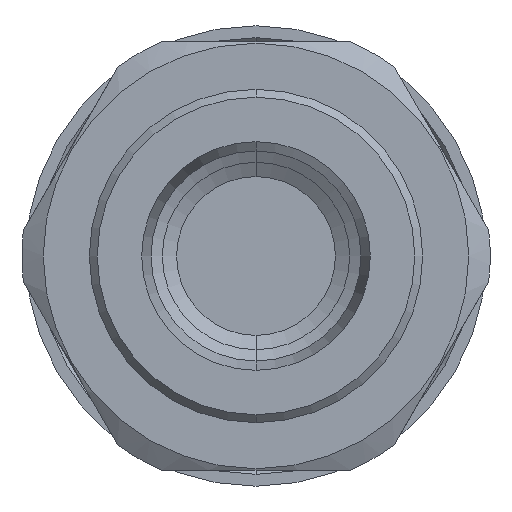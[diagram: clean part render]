
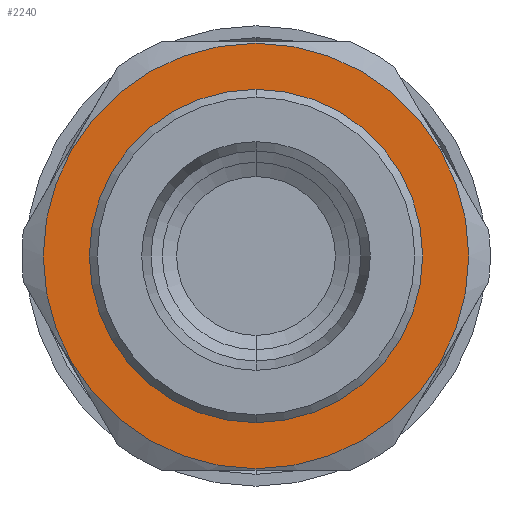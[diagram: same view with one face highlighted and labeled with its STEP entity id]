
A CAD part, front view. The second image highlights one B-rep face of the part: STEP entity #2240.
In plain terms, the highlighted planar face has unit normal (0, -1, 0).
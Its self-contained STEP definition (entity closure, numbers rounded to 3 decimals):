
#161 = CARTESIAN_POINT ( 'NONE',  ( 0., 14., 0. ) ) ;
#169 = CARTESIAN_POINT ( 'NONE',  ( 13.4, 14., 0. ) ) ;
#255 = CARTESIAN_POINT ( 'NONE',  ( 0., 14., 0. ) ) ;
#544 = DIRECTION ( 'NONE',  ( 0., 0., -1. ) ) ;
#634 = EDGE_LOOP ( 'NONE', ( #2313, #1896 ) ) ;
#641 = DIRECTION ( 'NONE',  ( 0., 0., -1. ) ) ;
#767 = DIRECTION ( 'NONE',  ( 0., -1., 0. ) ) ;
#1147 = CIRCLE ( 'NONE', #4333, 10.5 ) ;
#1187 = FACE_BOUND ( 'NONE', #2002, .T. ) ;
#1241 = VERTEX_POINT ( 'NONE', #4937 ) ;
#1336 = DIRECTION ( 'NONE',  ( 0., 0., -1. ) ) ;
#1647 = ORIENTED_EDGE ( 'NONE', *, *, #4604, .F. ) ;
#1710 = DIRECTION ( 'NONE',  ( 0., -1., 0. ) ) ;
#1715 = PLANE ( 'NONE',  #3086 ) ;
#1847 = VERTEX_POINT ( 'NONE', #3568 ) ;
#1896 = ORIENTED_EDGE ( 'NONE', *, *, #3019, .T. ) ;
#2002 = EDGE_LOOP ( 'NONE', ( #2051, #1647 ) ) ;
#2051 = ORIENTED_EDGE ( 'NONE', *, *, #3400, .F. ) ;
#2235 = FACE_OUTER_BOUND ( 'NONE', #634, .T. ) ;
#2240 = ADVANCED_FACE ( 'NONE', ( #2235, #1187 ), #1715, .T. ) ;
#2313 = ORIENTED_EDGE ( 'NONE', *, *, #4278, .T. ) ;
#2442 = VERTEX_POINT ( 'NONE', #2648 ) ;
#2648 = CARTESIAN_POINT ( 'NONE',  ( 0., 14., 10.5 ) ) ;
#2731 = CIRCLE ( 'NONE', #2768, 13.4 ) ;
#2768 = AXIS2_PLACEMENT_3D ( 'NONE', #4010, #1710, #4412 ) ;
#2869 = DIRECTION ( 'NONE',  ( 0., -1., 0. ) ) ;
#2904 = CIRCLE ( 'NONE', #4385, 13.4 ) ;
#2968 = DIRECTION ( 'NONE',  ( 0., -1., 0. ) ) ;
#3019 = EDGE_CURVE ( 'NONE', #1847, #3771, #2904, .T. ) ;
#3079 = CARTESIAN_POINT ( 'NONE',  ( 0., 14., 0. ) ) ;
#3086 = AXIS2_PLACEMENT_3D ( 'NONE', #169, #3659, #1336 ) ;
#3170 = AXIS2_PLACEMENT_3D ( 'NONE', #161, #2869, #544 ) ;
#3400 = EDGE_CURVE ( 'NONE', #1241, #2442, #4114, .T. ) ;
#3492 = DIRECTION ( 'NONE',  ( 0., 0., -1. ) ) ;
#3568 = CARTESIAN_POINT ( 'NONE',  ( 0., 14., -13.4 ) ) ;
#3659 = DIRECTION ( 'NONE',  ( 0., -1., 0. ) ) ;
#3771 = VERTEX_POINT ( 'NONE', #4094 ) ;
#4010 = CARTESIAN_POINT ( 'NONE',  ( 0., 14., 0. ) ) ;
#4094 = CARTESIAN_POINT ( 'NONE',  ( 0., 14., 13.4 ) ) ;
#4114 = CIRCLE ( 'NONE', #3170, 10.5 ) ;
#4278 = EDGE_CURVE ( 'NONE', #3771, #1847, #2731, .T. ) ;
#4333 = AXIS2_PLACEMENT_3D ( 'NONE', #3079, #767, #3492 ) ;
#4385 = AXIS2_PLACEMENT_3D ( 'NONE', #255, #2968, #641 ) ;
#4412 = DIRECTION ( 'NONE',  ( 0., 0., -1. ) ) ;
#4604 = EDGE_CURVE ( 'NONE', #2442, #1241, #1147, .T. ) ;
#4937 = CARTESIAN_POINT ( 'NONE',  ( 0., 14., -10.5 ) ) ;
